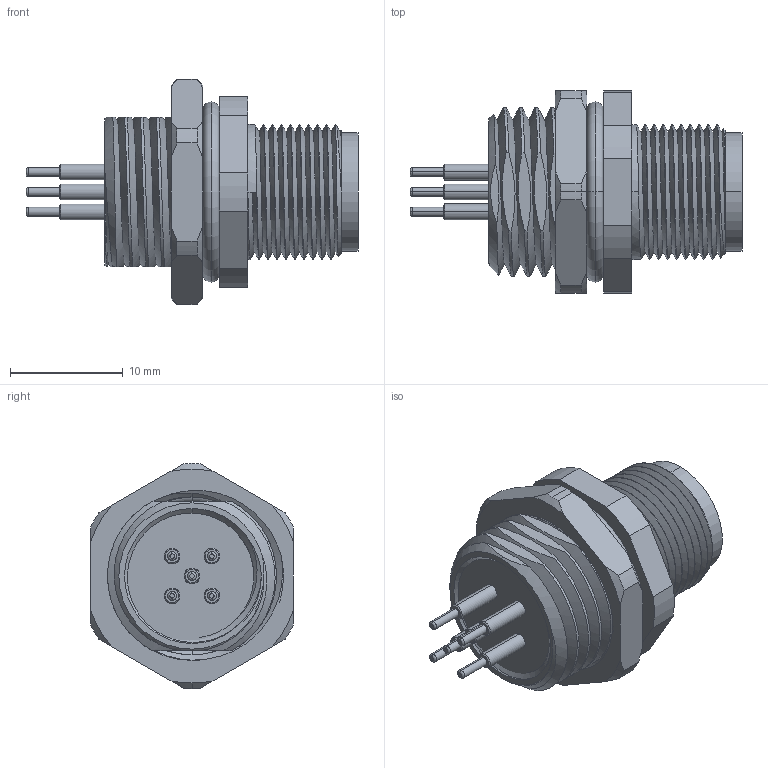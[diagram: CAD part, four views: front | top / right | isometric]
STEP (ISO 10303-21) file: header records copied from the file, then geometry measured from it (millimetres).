
FILE_DESCRIPTION (( 'STEP AP203' ), '1' );
FILE_NAME ('54-00382_revA.STEP', '2023-05-19T15:54:25', ( '' ), ( '' ), 'SwSTEP 2.0', 'SolidWorks 2021', '' );
FILE_SCHEMA (( 'CONFIG_CONTROL_DESIGN' ));
Length unit declared in the file: millimetre
Products named in the file (6): 54-00382-03___; 54-00382-05___; 54-00382-01___; 54-00382-02; 54-00382-04___; 54-00382_revA
Assembly tree (9 placements, depth 2):
  54-00382_revA
    54-00382-01___
    54-00382-02
    54-00382-04___
    54-00382-05___
    54-00382-03___  x5
Bounding box: 29.5 x 18 x 20 mm (x, y, z)
Volume: 3023.5 mm3; surface area: 5747 mm2
Topology: 10 solids, 10 shells, 361 faces, 853 edges, 544 vertices
Faces by surface type: cylinder 162, plane 92, cone 53, torus 44, bspline 10
Entity records: 12080 total; most frequent: CARTESIAN_POINT 5539, ORIENTED_EDGE 1274, DIRECTION 1171, EDGE_CURVE 637, AXIS2_PLACEMENT_3D 474, VERTEX_POINT 416, EDGE_LOOP 291, FACE_OUTER_BOUND 249
